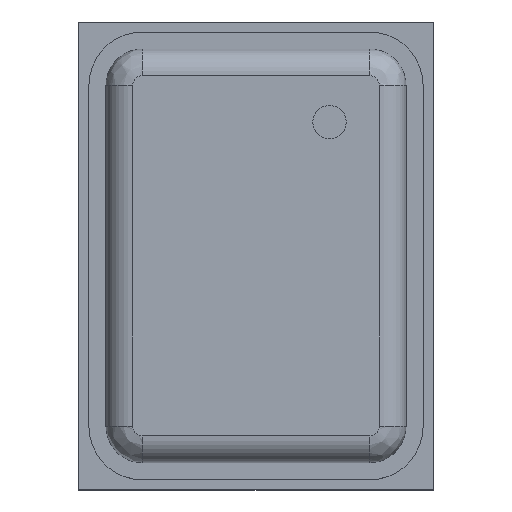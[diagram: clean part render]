
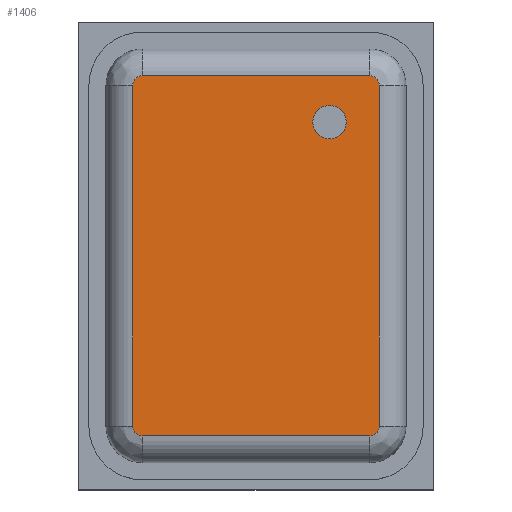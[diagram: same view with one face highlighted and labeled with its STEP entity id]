
A CAD part, top view. The second image highlights one B-rep face of the part: STEP entity #1406.
In plain terms, the highlighted planar face has unit normal (0, 0, 1).
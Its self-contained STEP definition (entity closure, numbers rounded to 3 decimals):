
#36=FACE_BOUND('',#224,.T.);
#55=PLANE('',#1538);
#130=FACE_OUTER_BOUND('',#223,.T.);
#223=EDGE_LOOP('',(#1065,#1066,#1067,#1068,#1069,#1070,#1071,#1072));
#224=EDGE_LOOP('',(#1073));
#338=LINE('',#2167,#486);
#339=LINE('',#2171,#487);
#340=LINE('',#2175,#488);
#341=LINE('',#2179,#489);
#486=VECTOR('',#1748,1000.);
#487=VECTOR('',#1751,1000.);
#488=VECTOR('',#1754,1000.);
#489=VECTOR('',#1757,1000.);
#602=CIRCLE('',#1503,0.125);
#619=CIRCLE('',#1539,0.072);
#620=CIRCLE('',#1540,0.072);
#621=CIRCLE('',#1541,0.072);
#622=CIRCLE('',#1542,0.072);
#650=VERTEX_POINT('',#2063);
#683=VERTEX_POINT('',#2165);
#684=VERTEX_POINT('',#2166);
#685=VERTEX_POINT('',#2168);
#686=VERTEX_POINT('',#2170);
#687=VERTEX_POINT('',#2172);
#688=VERTEX_POINT('',#2174);
#689=VERTEX_POINT('',#2176);
#690=VERTEX_POINT('',#2178);
#779=EDGE_CURVE('',#650,#650,#602,.T.);
#828=EDGE_CURVE('',#683,#684,#338,.T.);
#829=EDGE_CURVE('',#684,#685,#619,.T.);
#830=EDGE_CURVE('',#685,#686,#339,.T.);
#831=EDGE_CURVE('',#686,#687,#620,.T.);
#832=EDGE_CURVE('',#687,#688,#340,.T.);
#833=EDGE_CURVE('',#688,#689,#621,.T.);
#834=EDGE_CURVE('',#689,#690,#341,.T.);
#835=EDGE_CURVE('',#690,#683,#622,.T.);
#1065=ORIENTED_EDGE('',*,*,#828,.T.);
#1066=ORIENTED_EDGE('',*,*,#829,.T.);
#1067=ORIENTED_EDGE('',*,*,#830,.T.);
#1068=ORIENTED_EDGE('',*,*,#831,.T.);
#1069=ORIENTED_EDGE('',*,*,#832,.T.);
#1070=ORIENTED_EDGE('',*,*,#833,.T.);
#1071=ORIENTED_EDGE('',*,*,#834,.T.);
#1072=ORIENTED_EDGE('',*,*,#835,.T.);
#1073=ORIENTED_EDGE('',*,*,#779,.F.);
#1406=ADVANCED_FACE('',(#130,#36),#55,.F.);
#1503=AXIS2_PLACEMENT_3D('',#2065,#1644,#1645);
#1538=AXIS2_PLACEMENT_3D('',#2164,#1746,#1747);
#1539=AXIS2_PLACEMENT_3D('',#2169,#1749,#1750);
#1540=AXIS2_PLACEMENT_3D('',#2173,#1752,#1753);
#1541=AXIS2_PLACEMENT_3D('',#2177,#1755,#1756);
#1542=AXIS2_PLACEMENT_3D('',#2180,#1758,#1759);
#1644=DIRECTION('center_axis',(0.,0.,1.));
#1645=DIRECTION('ref_axis',(0.,-1.,0.));
#1746=DIRECTION('center_axis',(0.,0.,-1.));
#1747=DIRECTION('ref_axis',(0.,1.,0.));
#1748=DIRECTION('',(-1.,0.,0.));
#1749=DIRECTION('center_axis',(0.,0.,1.));
#1750=DIRECTION('ref_axis',(0.,1.,0.));
#1751=DIRECTION('',(0.,-1.,0.));
#1752=DIRECTION('center_axis',(0.,0.,1.));
#1753=DIRECTION('ref_axis',(0.,1.,0.));
#1754=DIRECTION('',(1.,0.,0.));
#1755=DIRECTION('center_axis',(0.,0.,1.));
#1756=DIRECTION('ref_axis',(0.,1.,0.));
#1757=DIRECTION('',(0.,1.,0.));
#1758=DIRECTION('center_axis',(0.,0.,1.));
#1759=DIRECTION('ref_axis',(0.,1.,0.));
#2063=CARTESIAN_POINT('',(0.55,1.845,1.08));
#2065=CARTESIAN_POINT('Origin',(0.55,1.72,1.08));
#2164=CARTESIAN_POINT('Origin',(0.,0.72,1.08));
#2165=CARTESIAN_POINT('',(0.85,2.067,1.08));
#2166=CARTESIAN_POINT('',(-0.85,2.067,1.08));
#2167=CARTESIAN_POINT('',(0.,2.067,1.08));
#2168=CARTESIAN_POINT('',(-0.922,1.995,1.08));
#2169=CARTESIAN_POINT('Origin',(-0.85,1.995,1.08));
#2170=CARTESIAN_POINT('',(-0.922,-0.555,1.08));
#2171=CARTESIAN_POINT('',(-0.922,0.72,1.08));
#2172=CARTESIAN_POINT('',(-0.85,-0.627,1.08));
#2173=CARTESIAN_POINT('Origin',(-0.85,-0.555,1.08));
#2174=CARTESIAN_POINT('',(0.85,-0.627,1.08));
#2175=CARTESIAN_POINT('',(0.,-0.627,1.08));
#2176=CARTESIAN_POINT('',(0.922,-0.555,1.08));
#2177=CARTESIAN_POINT('Origin',(0.85,-0.555,1.08));
#2178=CARTESIAN_POINT('',(0.922,1.995,1.08));
#2179=CARTESIAN_POINT('',(0.922,0.72,1.08));
#2180=CARTESIAN_POINT('Origin',(0.85,1.995,1.08));
